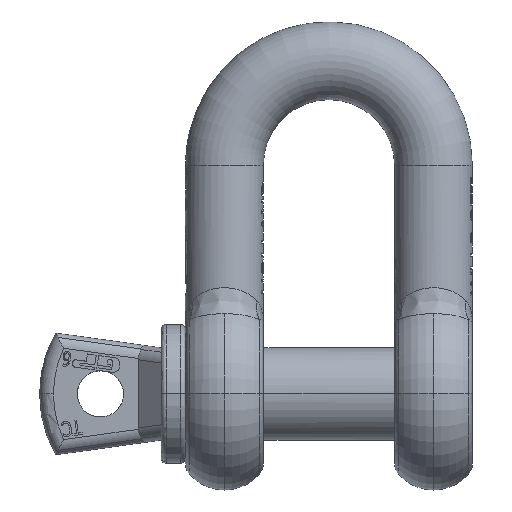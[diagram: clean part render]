
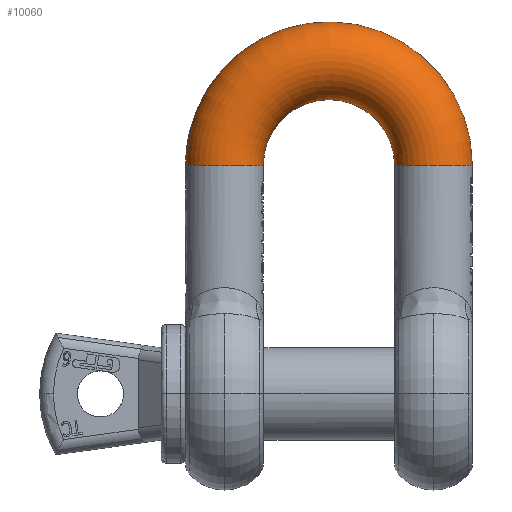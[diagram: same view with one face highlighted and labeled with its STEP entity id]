
A CAD part, top view. The second image highlights one B-rep face of the part: STEP entity #10060.
In plain terms, the highlighted toroidal (fillet/blend) face has major radius 21.5 mm and minor radius 8 mm.
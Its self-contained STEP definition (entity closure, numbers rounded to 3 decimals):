
#4188=AXIS2_PLACEMENT_3D('Circle Axis2P3D',#4186,#4187,$) ;
#5293=AXIS2_PLACEMENT_3D('Circle Axis2P3D',#5291,#5292,$) ;
#5300=AXIS2_PLACEMENT_3D('Circle Axis2P3D',#5298,#5299,$) ;
#5314=AXIS2_PLACEMENT_3D('Circle Axis2P3D',#5312,#5313,$) ;
#5349=AXIS2_PLACEMENT_3D('Circle Axis2P3D',#5347,#5348,$) ;
#9964=AXIS2_PLACEMENT_3D('Torus Axis2P3D',#9961,#9962,#9963) ;
#9997=AXIS2_PLACEMENT_3D('Circle Axis2P3D',#9995,#9996,$) ;
#10010=AXIS2_PLACEMENT_3D('Circle Axis2P3D',#10008,#10009,$) ;
#2239=CARTESIAN_POINT('Vertex',(13.5,47.,0.)) ;
#2246=CARTESIAN_POINT('Vertex',(29.5,47.,0.)) ;
#4186=CARTESIAN_POINT('Axis2P3D Location',(21.5,47.,0.)) ;
#5291=CARTESIAN_POINT('Axis2P3D Location',(0.,47.,0.)) ;
#5295=CARTESIAN_POINT('Vertex',(-28.657,54.,0.)) ;
#5298=CARTESIAN_POINT('Axis2P3D Location',(0.,47.,0.)) ;
#5302=CARTESIAN_POINT('Vertex',(-13.5,47.,0.)) ;
#5309=CARTESIAN_POINT('Vertex',(-29.5,47.,0.)) ;
#5312=CARTESIAN_POINT('Axis2P3D Location',(0.,47.,0.)) ;
#5316=CARTESIAN_POINT('Vertex',(-29.432,49.,0.)) ;
#5344=CARTESIAN_POINT('Vertex',(-29.391,49.53,0.)) ;
#5347=CARTESIAN_POINT('Axis2P3D Location',(0.,47.,0.)) ;
#5351=CARTESIAN_POINT('Vertex',(-29.155,51.5,0.)) ;
#9961=CARTESIAN_POINT('Axis2P3D Location',(0.,47.,0.)) ;
#9967=CARTESIAN_POINT('Control Point',(-29.391,49.53,0.)) ;
#9968=CARTESIAN_POINT('Control Point',(-29.391,49.53,0.589)) ;
#9969=CARTESIAN_POINT('Control Point',(-29.321,49.749,1.169)) ;
#9970=CARTESIAN_POINT('Control Point',(-29.165,50.186,1.688)) ;
#9971=CARTESIAN_POINT('Control Point',(-29.009,50.838,1.97)) ;
#9972=CARTESIAN_POINT('Control Point',(-28.905,51.5,1.97)) ;
#9973=CARTESIAN_POINT('Vertex',(-28.905,51.5,1.97)) ;
#9977=CARTESIAN_POINT('Control Point',(-28.905,51.5,1.97)) ;
#9978=CARTESIAN_POINT('Control Point',(-28.859,51.5,2.149)) ;
#9979=CARTESIAN_POINT('Control Point',(-28.807,51.5,2.327)) ;
#9980=CARTESIAN_POINT('Control Point',(-28.749,51.5,2.5)) ;
#9981=CARTESIAN_POINT('Vertex',(-28.749,51.5,2.5)) ;
#9985=CARTESIAN_POINT('Control Point',(-28.749,51.5,2.5)) ;
#9986=CARTESIAN_POINT('Control Point',(-28.812,51.102,2.5)) ;
#9987=CARTESIAN_POINT('Control Point',(-28.893,50.701,2.422)) ;
#9988=CARTESIAN_POINT('Control Point',(-28.988,50.343,2.265)) ;
#9989=CARTESIAN_POINT('Control Point',(-29.185,49.672,1.816)) ;
#9990=CARTESIAN_POINT('Control Point',(-29.342,49.235,1.17)) ;
#9991=CARTESIAN_POINT('Control Point',(-29.402,49.079,0.791)) ;
#9992=CARTESIAN_POINT('Control Point',(-29.432,49.,0.395)) ;
#9993=CARTESIAN_POINT('Control Point',(-29.432,49.,0.)) ;
#9995=CARTESIAN_POINT('Axis2P3D Location',(-21.5,47.,0.)) ;
#10001=CARTESIAN_POINT('Control Point',(-28.657,54.,0.)) ;
#10002=CARTESIAN_POINT('Control Point',(-28.657,54.,0.088)) ;
#10003=CARTESIAN_POINT('Control Point',(-28.656,54.,0.176)) ;
#10004=CARTESIAN_POINT('Control Point',(-28.653,54.,0.265)) ;
#10005=CARTESIAN_POINT('Vertex',(-28.653,54.,0.265)) ;
#10008=CARTESIAN_POINT('Axis2P3D Location',(0.,47.,0.265)) ;
#10012=CARTESIAN_POINT('Vertex',(-29.06,52.048,0.265)) ;
#10016=CARTESIAN_POINT('Control Point',(-29.06,52.048,0.265)) ;
#10017=CARTESIAN_POINT('Control Point',(-29.03,52.121,0.803)) ;
#10018=CARTESIAN_POINT('Control Point',(-28.923,52.38,1.311)) ;
#10019=CARTESIAN_POINT('Control Point',(-28.742,52.809,1.738)) ;
#10020=CARTESIAN_POINT('Control Point',(-28.552,53.399,1.97)) ;
#10021=CARTESIAN_POINT('Control Point',(-28.404,54.,1.97)) ;
#10022=CARTESIAN_POINT('Vertex',(-28.404,54.,1.97)) ;
#10026=CARTESIAN_POINT('Control Point',(-28.404,54.,1.97)) ;
#10027=CARTESIAN_POINT('Control Point',(-28.357,54.,2.149)) ;
#10028=CARTESIAN_POINT('Control Point',(-28.304,54.,2.327)) ;
#10029=CARTESIAN_POINT('Control Point',(-28.245,54.,2.5)) ;
#10030=CARTESIAN_POINT('Vertex',(-28.245,54.,2.5)) ;
#10034=CARTESIAN_POINT('Control Point',(-28.245,54.,2.5)) ;
#10035=CARTESIAN_POINT('Control Point',(-28.384,53.439,2.5)) ;
#10036=CARTESIAN_POINT('Control Point',(-28.56,52.886,2.341)) ;
#10037=CARTESIAN_POINT('Control Point',(-28.746,52.421,2.043)) ;
#10038=CARTESIAN_POINT('Control Point',(-28.98,51.877,1.462)) ;
#10039=CARTESIAN_POINT('Control Point',(-29.11,51.595,0.749)) ;
#10040=CARTESIAN_POINT('Control Point',(-29.14,51.531,0.5)) ;
#10041=CARTESIAN_POINT('Control Point',(-29.155,51.5,0.25)) ;
#10042=CARTESIAN_POINT('Control Point',(-29.155,51.5,0.)) ;
#4187=DIRECTION('Axis2P3D Direction',(0.,-1.,0.)) ;
#5292=DIRECTION('Axis2P3D Direction',(0.,0.,-1.)) ;
#5299=DIRECTION('Axis2P3D Direction',(0.,0.,-1.)) ;
#5313=DIRECTION('Axis2P3D Direction',(0.,0.,-1.)) ;
#5348=DIRECTION('Axis2P3D Direction',(0.,0.,-1.)) ;
#9962=DIRECTION('Axis2P3D Direction',(0.,0.,-1.)) ;
#9963=DIRECTION('Axis2P3D XDirection',(-1.,0.,0.)) ;
#9996=DIRECTION('Axis2P3D Direction',(0.,-1.,0.)) ;
#10009=DIRECTION('Axis2P3D Direction',(0.,0.,-1.)) ;
#10045=ORIENTED_EDGE('',*,*,#5353,.F.) ;
#10046=ORIENTED_EDGE('',*,*,#9975,.T.) ;
#10047=ORIENTED_EDGE('',*,*,#9983,.T.) ;
#10048=ORIENTED_EDGE('',*,*,#9994,.T.) ;
#10049=ORIENTED_EDGE('',*,*,#5318,.F.) ;
#10050=ORIENTED_EDGE('',*,*,#9999,.F.) ;
#10051=ORIENTED_EDGE('',*,*,#5304,.F.) ;
#10052=ORIENTED_EDGE('',*,*,#4190,.T.) ;
#10053=ORIENTED_EDGE('',*,*,#5297,.F.) ;
#10054=ORIENTED_EDGE('',*,*,#10007,.T.) ;
#10055=ORIENTED_EDGE('',*,*,#10014,.T.) ;
#10056=ORIENTED_EDGE('',*,*,#10024,.T.) ;
#10057=ORIENTED_EDGE('',*,*,#10032,.T.) ;
#10058=ORIENTED_EDGE('',*,*,#10043,.T.) ;
#10060=ADVANCED_FACE('',(#10059),#9965,.T.) ;
#9966=B_SPLINE_CURVE_WITH_KNOTS('',5,(#9967,#9968,#9969,#9970,#9971,#9972),.UNSPECIFIED.,.F.,.U.,(6,6),(0.,4.18),.UNSPECIFIED.) ;
#9976=B_SPLINE_CURVE_WITH_KNOTS('',3,(#9977,#9978,#9979,#9980),.UNSPECIFIED.,.F.,.U.,(4,4),(0.,0.781),.UNSPECIFIED.) ;
#9984=B_SPLINE_CURVE_WITH_KNOTS('',5,(#9985,#9986,#9987,#9988,#9989,#9990,#9991,#9992,#9993),.UNSPECIFIED.,.F.,.U.,(6,3,6),(0.,2.515,5.321),.UNSPECIFIED.) ;
#10000=B_SPLINE_CURVE_WITH_KNOTS('',3,(#10001,#10002,#10003,#10004),.UNSPECIFIED.,.F.,.U.,(4,4),(0.,0.375),.UNSPECIFIED.) ;
#10015=B_SPLINE_CURVE_WITH_KNOTS('',5,(#10016,#10017,#10018,#10019,#10020,#10021),.UNSPECIFIED.,.F.,.U.,(6,6),(0.,3.848),.UNSPECIFIED.) ;
#10025=B_SPLINE_CURVE_WITH_KNOTS('',3,(#10026,#10027,#10028,#10029),.UNSPECIFIED.,.F.,.U.,(4,4),(0.,0.782),.UNSPECIFIED.) ;
#10033=B_SPLINE_CURVE_WITH_KNOTS('',5,(#10034,#10035,#10036,#10037,#10038,#10039,#10040,#10041,#10042),.UNSPECIFIED.,.F.,.U.,(6,3,6),(0.,3.609,5.384),.UNSPECIFIED.) ;
#4189=CIRCLE('generated circle',#4188,8.) ;
#5294=CIRCLE('generated circle',#5293,29.5) ;
#5301=CIRCLE('generated circle',#5300,13.5) ;
#5315=CIRCLE('generated circle',#5314,29.5) ;
#5350=CIRCLE('generated circle',#5349,29.5) ;
#9998=CIRCLE('generated circle',#9997,8.) ;
#10011=CIRCLE('generated circle',#10010,29.496) ;
#9965=TOROIDAL_SURFACE('homeo Torus',#9964,21.5,8.) ;
#4190=EDGE_CURVE('',#2240,#2247,#4189,.F.) ;
#5297=EDGE_CURVE('',#5296,#2247,#5294,.T.) ;
#5304=EDGE_CURVE('',#2240,#5303,#5301,.F.) ;
#5318=EDGE_CURVE('',#5310,#5317,#5315,.T.) ;
#5353=EDGE_CURVE('',#5345,#5352,#5350,.T.) ;
#9975=EDGE_CURVE('',#5345,#9974,#9966,.T.) ;
#9983=EDGE_CURVE('',#9974,#9982,#9976,.T.) ;
#9994=EDGE_CURVE('',#9982,#5317,#9984,.T.) ;
#9999=EDGE_CURVE('',#5303,#5310,#9998,.T.) ;
#10007=EDGE_CURVE('',#5296,#10006,#10000,.T.) ;
#10014=EDGE_CURVE('',#10006,#10013,#10011,.F.) ;
#10024=EDGE_CURVE('',#10013,#10023,#10015,.T.) ;
#10032=EDGE_CURVE('',#10023,#10031,#10025,.T.) ;
#10043=EDGE_CURVE('',#10031,#5352,#10033,.T.) ;
#10044=EDGE_LOOP('',(#10045,#10046,#10047,#10048,#10049,#10050,#10051,#10052,#10053,#10054,#10055,#10056,#10057,#10058)) ;
#10059=FACE_OUTER_BOUND('',#10044,.T.) ;
#2240=VERTEX_POINT('',#2239) ;
#2247=VERTEX_POINT('',#2246) ;
#5296=VERTEX_POINT('',#5295) ;
#5303=VERTEX_POINT('',#5302) ;
#5310=VERTEX_POINT('',#5309) ;
#5317=VERTEX_POINT('',#5316) ;
#5345=VERTEX_POINT('',#5344) ;
#5352=VERTEX_POINT('',#5351) ;
#9974=VERTEX_POINT('',#9973) ;
#9982=VERTEX_POINT('',#9981) ;
#10006=VERTEX_POINT('',#10005) ;
#10013=VERTEX_POINT('',#10012) ;
#10023=VERTEX_POINT('',#10022) ;
#10031=VERTEX_POINT('',#10030) ;
